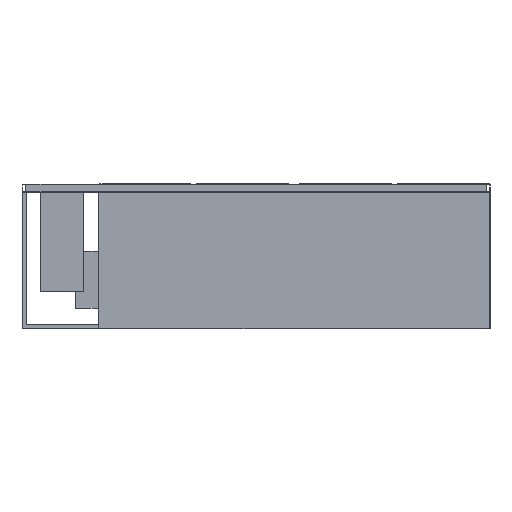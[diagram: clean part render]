
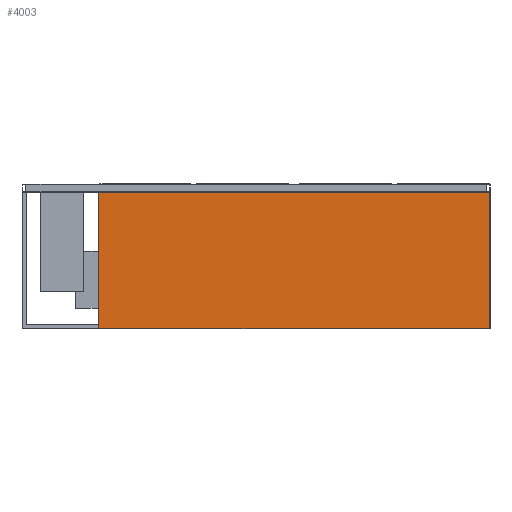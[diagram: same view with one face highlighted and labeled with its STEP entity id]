
A CAD part, front view. The second image highlights one B-rep face of the part: STEP entity #4003.
In plain terms, the highlighted planar face has unit normal (0, -1, 0).
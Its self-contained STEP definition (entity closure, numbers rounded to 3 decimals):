
#463 = VERTEX_POINT ( 'NONE', #3502 ) ;
#945 = AXIS2_PLACEMENT_3D ( 'NONE', #9089, #18625, #15514 ) ;
#1281 = ORIENTED_EDGE ( 'NONE', *, *, #16114, .T. ) ;
#1654 = LINE ( 'NONE', #7979, #13411 ) ;
#2990 = CARTESIAN_POINT ( 'NONE',  ( -1028., -350., -42. ) ) ;
#3502 = CARTESIAN_POINT ( 'NONE',  ( 1028., -350., -42. ) ) ;
#3519 = DIRECTION ( 'NONE',  ( 0., 0., 1. ) ) ;
#3647 = LINE ( 'NONE', #9971, #4649 ) ;
#3673 = EDGE_CURVE ( 'NONE', #463, #16378, #8175, .T. ) ;
#4003 = ADVANCED_FACE ( 'Fl�che8', ( #7431 ), #17176, .T. ) ;
#4528 = VECTOR ( 'NONE', #3519, 1000. ) ;
#4557 = CARTESIAN_POINT ( 'NONE',  ( 1028., -350., -758. ) ) ;
#4649 = VECTOR ( 'NONE', #11724, 1000. ) ;
#5070 = CARTESIAN_POINT ( 'NONE',  ( 1028., -350., -760. ) ) ;
#5990 = ORIENTED_EDGE ( 'NONE', *, *, #19363, .T. ) ;
#7431 = FACE_OUTER_BOUND ( 'NONE', #18170, .T. ) ;
#7594 = CARTESIAN_POINT ( 'NONE',  ( -1028., -350., -758. ) ) ;
#7979 = CARTESIAN_POINT ( 'NONE',  ( -1030., -350., -758. ) ) ;
#8175 = LINE ( 'NONE', #12740, #8214 ) ;
#8214 = VECTOR ( 'NONE', #17610, 1000. ) ;
#8684 = ORIENTED_EDGE ( 'NONE', *, *, #14736, .T. ) ;
#9089 = CARTESIAN_POINT ( 'NONE',  ( -1030., -350., -760. ) ) ;
#9971 = CARTESIAN_POINT ( 'NONE',  ( -1028., -350., -760. ) ) ;
#9985 = VERTEX_POINT ( 'NONE', #4557 ) ;
#11724 = DIRECTION ( 'NONE',  ( 0., 0., -1. ) ) ;
#12740 = CARTESIAN_POINT ( 'NONE',  ( -1030., -350., -42. ) ) ;
#13042 = DIRECTION ( 'NONE',  ( 1., 0., 0. ) ) ;
#13411 = VECTOR ( 'NONE', #13042, 1000. ) ;
#14224 = VERTEX_POINT ( 'NONE', #7594 ) ;
#14736 = EDGE_CURVE ( 'NONE', #14224, #9985, #1654, .T. ) ;
#15413 = ORIENTED_EDGE ( 'NONE', *, *, #3673, .T. ) ;
#15514 = DIRECTION ( 'NONE',  ( 0., 0., -1. ) ) ;
#16114 = EDGE_CURVE ( 'NONE', #9985, #463, #19270, .T. ) ;
#16378 = VERTEX_POINT ( 'NONE', #2990 ) ;
#17176 = PLANE ( 'NONE',  #945 ) ;
#17610 = DIRECTION ( 'NONE',  ( -1., 0., 0. ) ) ;
#18170 = EDGE_LOOP ( 'NONE', ( #15413, #5990, #8684, #1281 ) ) ;
#18625 = DIRECTION ( 'NONE',  ( 0., -1., 0. ) ) ;
#19270 = LINE ( 'NONE', #5070, #4528 ) ;
#19363 = EDGE_CURVE ( 'NONE', #16378, #14224, #3647, .T. ) ;
